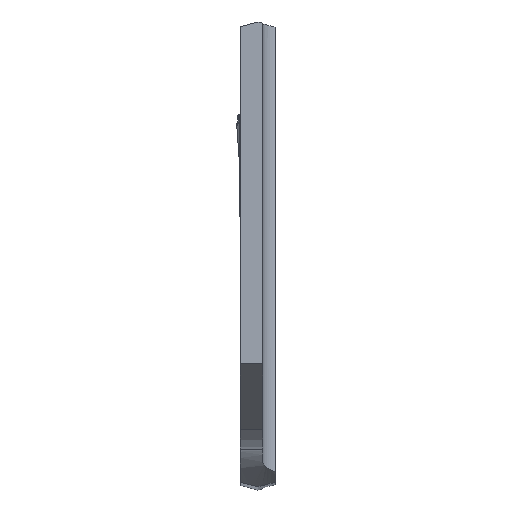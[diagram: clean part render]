
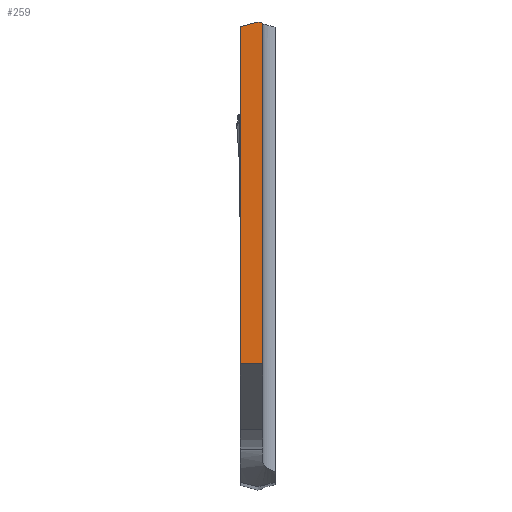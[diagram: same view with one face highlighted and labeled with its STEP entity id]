
A CAD part, top view. The second image highlights one B-rep face of the part: STEP entity #259.
In plain terms, the highlighted planar face has unit normal (0, 0, 1).
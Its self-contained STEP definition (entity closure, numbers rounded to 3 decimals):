
#259=ADVANCED_FACE('S0',(#381),#342,.T.);
#342=PLANE('',#1814);
#381=FACE_OUTER_BOUND('',#464,.T.);
#464=EDGE_LOOP('',(#547,#548,#549,#550,#551));
#547=ORIENTED_EDGE('',*,*,#1173,.T.);
#548=ORIENTED_EDGE('',*,*,#1174,.T.);
#549=ORIENTED_EDGE('',*,*,#1175,.F.);
#550=ORIENTED_EDGE('',*,*,#1176,.F.);
#551=ORIENTED_EDGE('',*,*,#1177,.T.);
#1017=VERTEX_POINT('',#2459);
#1018=VERTEX_POINT('',#2460);
#1019=VERTEX_POINT('',#2462);
#1020=VERTEX_POINT('',#2464);
#1021=VERTEX_POINT('',#2466);
#1173=EDGE_CURVE('',#1017,#1018,#1408,.T.);
#1174=EDGE_CURVE('',#1018,#1019,#1409,.T.);
#1175=EDGE_CURVE('',#1020,#1019,#1410,.T.);
#1176=EDGE_CURVE('',#1021,#1020,#1411,.T.);
#1177=EDGE_CURVE('',#1021,#1017,#1412,.T.);
#1408=LINE('',#2458,#1543);
#1409=LINE('',#2461,#1544);
#1410=LINE('',#2463,#1545);
#1411=LINE('',#2465,#1546);
#1412=LINE('',#2467,#1547);
#1543=VECTOR('',#1984,1.);
#1544=VECTOR('',#1985,1.);
#1545=VECTOR('',#1986,1.);
#1546=VECTOR('',#1987,1.);
#1547=VECTOR('',#1988,1.);
#1814=AXIS2_PLACEMENT_3D('',#2468,#1989,#1990);
#1984=DIRECTION('',(-0.966,0.259,0.));
#1985=DIRECTION('',(-0.966,-0.259,0.));
#1986=DIRECTION('',(0.,1.,0.));
#1987=DIRECTION('',(-1.,0.,0.));
#1988=DIRECTION('',(0.,1.,0.));
#1989=DIRECTION('',(0.,0.,1.));
#1990=DIRECTION('',(-1.,0.,0.));
#2458=CARTESIAN_POINT('',(0.,31.27,0.));
#2459=CARTESIAN_POINT('',(-0.85,31.498,0.));
#2460=CARTESIAN_POINT('',(-1.175,31.585,0.));
#2461=CARTESIAN_POINT('',(-1.175,31.585,0.));
#2462=CARTESIAN_POINT('',(-2.35,31.27,0.));
#2463=CARTESIAN_POINT('',(-2.35,34.25,0.));
#2464=CARTESIAN_POINT('',(-2.35,8.547,0.));
#2465=CARTESIAN_POINT('',(108.4,8.547,0.));
#2466=CARTESIAN_POINT('',(-0.85,8.547,0.));
#2467=CARTESIAN_POINT('',(-0.85,141.9,0.));
#2468=CARTESIAN_POINT('',(148.4,141.9,0.));
